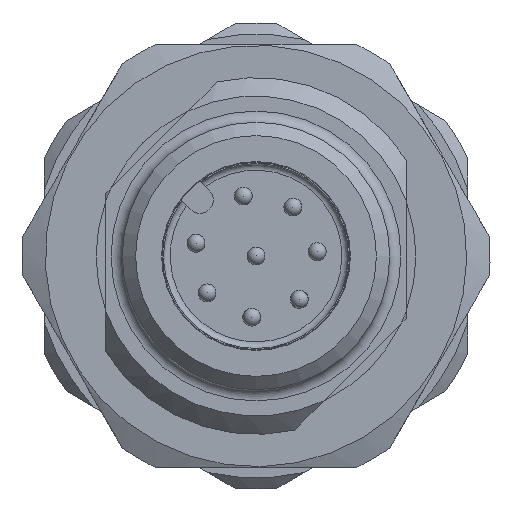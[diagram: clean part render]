
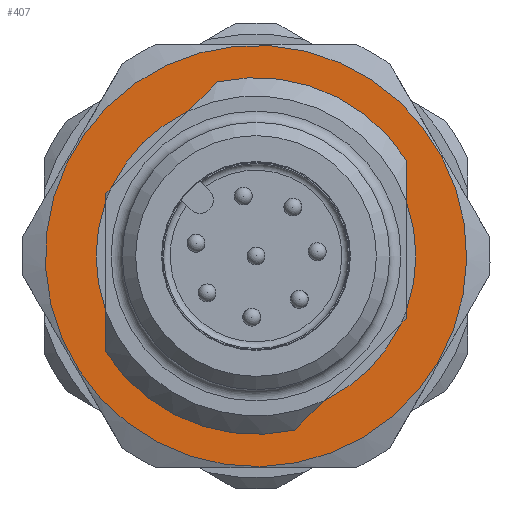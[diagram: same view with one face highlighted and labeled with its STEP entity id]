
A CAD part, front view. The second image highlights one B-rep face of the part: STEP entity #407.
In plain terms, the highlighted planar face has unit normal (0, -1, 0).
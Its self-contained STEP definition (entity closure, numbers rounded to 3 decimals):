
#75=FACE_BOUND('',#765,.T.);
#76=FACE_BOUND('',#766,.T.);
#329=PLANE('',#2864);
#407=ADVANCED_FACE('',(#75,#76),#329,.T.);
#765=EDGE_LOOP('',(#1385));
#766=EDGE_LOOP('',(#1386,#1387,#1388,#1389,#1390,#1391,#1392,#1393,#1394,
#1395,#1396,#1397,#1398,#1399));
#1034=LINE('',#4138,#1160);
#1036=LINE('',#4141,#1162);
#1042=LINE('',#4157,#1168);
#1043=LINE('',#4158,#1169);
#1049=LINE('',#4174,#1175);
#1051=LINE('',#4177,#1177);
#1056=LINE('',#4191,#1182);
#1057=LINE('',#4192,#1183);
#1160=VECTOR('',#3266,1.);
#1162=VECTOR('',#3268,1.);
#1168=VECTOR('',#3276,1.);
#1169=VECTOR('',#3277,1.);
#1175=VECTOR('',#3285,1.);
#1177=VECTOR('',#3287,1.);
#1182=VECTOR('',#3294,1.);
#1183=VECTOR('',#3295,1.);
#1385=ORIENTED_EDGE('',*,*,#2349,.F.);
#1386=ORIENTED_EDGE('',*,*,#2350,.F.);
#1387=ORIENTED_EDGE('',*,*,#2322,.T.);
#1388=ORIENTED_EDGE('',*,*,#2329,.T.);
#1389=ORIENTED_EDGE('',*,*,#2351,.F.);
#1390=ORIENTED_EDGE('',*,*,#2330,.T.);
#1391=ORIENTED_EDGE('',*,*,#2287,.F.);
#1392=ORIENTED_EDGE('',*,*,#2345,.F.);
#1393=ORIENTED_EDGE('',*,*,#2352,.F.);
#1394=ORIENTED_EDGE('',*,*,#2346,.F.);
#1395=ORIENTED_EDGE('',*,*,#2337,.F.);
#1396=ORIENTED_EDGE('',*,*,#2353,.F.);
#1397=ORIENTED_EDGE('',*,*,#2339,.F.);
#1398=ORIENTED_EDGE('',*,*,#2309,.F.);
#1399=ORIENTED_EDGE('',*,*,#2320,.T.);
#2012=VERTEX_POINT('',#4038);
#2014=VERTEX_POINT('',#4041);
#2029=VERTEX_POINT('',#4107);
#2030=VERTEX_POINT('',#4109);
#2038=VERTEX_POINT('',#4137);
#2039=VERTEX_POINT('',#4140);
#2040=VERTEX_POINT('',#4142);
#2044=VERTEX_POINT('',#4156);
#2045=VERTEX_POINT('',#4159);
#2049=VERTEX_POINT('',#4173);
#2050=VERTEX_POINT('',#4175);
#2051=VERTEX_POINT('',#4178);
#2054=VERTEX_POINT('',#4190);
#2055=VERTEX_POINT('',#4193);
#2057=VERTEX_POINT('',#4199);
#2287=EDGE_CURVE('',#2012,#2014,#2643,.T.);
#2309=EDGE_CURVE('',#2029,#2030,#2651,.T.);
#2320=EDGE_CURVE('',#2029,#2038,#1034,.T.);
#2322=EDGE_CURVE('',#2040,#2039,#1036,.T.);
#2329=EDGE_CURVE('',#2039,#2044,#1042,.T.);
#2330=EDGE_CURVE('',#2045,#2014,#1043,.T.);
#2337=EDGE_CURVE('',#2049,#2050,#1049,.T.);
#2339=EDGE_CURVE('',#2030,#2051,#1051,.T.);
#2345=EDGE_CURVE('',#2054,#2012,#1056,.T.);
#2346=EDGE_CURVE('',#2050,#2055,#1057,.T.);
#2349=EDGE_CURVE('',#2057,#2057,#2658,.T.);
#2350=EDGE_CURVE('',#2040,#2038,#2659,.T.);
#2351=EDGE_CURVE('',#2045,#2044,#2660,.T.);
#2352=EDGE_CURVE('',#2055,#2054,#2661,.T.);
#2353=EDGE_CURVE('',#2051,#2049,#2662,.T.);
#2643=CIRCLE('',#2827,8.);
#2651=CIRCLE('',#2841,8.);
#2658=CIRCLE('',#2859,9.45);
#2659=CIRCLE('',#2860,7.172);
#2660=CIRCLE('',#2861,7.172);
#2661=CIRCLE('',#2862,7.172);
#2662=CIRCLE('',#2863,7.172);
#2827=AXIS2_PLACEMENT_3D('',#4040,#3201,#3202);
#2841=AXIS2_PLACEMENT_3D('',#4108,#3235,#3236);
#2859=AXIS2_PLACEMENT_3D('',#4198,#3300,#3301);
#2860=AXIS2_PLACEMENT_3D('',#4200,#3302,#3303);
#2861=AXIS2_PLACEMENT_3D('',#4201,#3304,#3305);
#2862=AXIS2_PLACEMENT_3D('',#4202,#3306,#3307);
#2863=AXIS2_PLACEMENT_3D('',#4203,#3308,#3309);
#2864=AXIS2_PLACEMENT_3D('',#4204,#3310,#3311);
#3201=DIRECTION('',(0.,-1.,0.));
#3202=DIRECTION('',(0.,0.,1.));
#3235=DIRECTION('',(0.,-1.,0.));
#3236=DIRECTION('',(0.,0.,1.));
#3266=DIRECTION('',(0.,0.,-1.));
#3268=DIRECTION('',(0.,0.,-1.));
#3276=DIRECTION('',(-0.707,0.,-0.707));
#3277=DIRECTION('',(-0.707,0.,-0.707));
#3285=DIRECTION('',(-0.707,0.,-0.707));
#3287=DIRECTION('',(-0.707,0.,-0.707));
#3294=DIRECTION('',(0.,0.,-1.));
#3295=DIRECTION('',(0.,0.,-1.));
#3300=DIRECTION('',(0.,1.,0.));
#3301=DIRECTION('',(0.866,0.,-0.5));
#3302=DIRECTION('',(0.,-1.,0.));
#3303=DIRECTION('',(-0.866,0.,0.5));
#3304=DIRECTION('',(0.,-1.,0.));
#3305=DIRECTION('',(-0.866,0.,0.5));
#3306=DIRECTION('',(0.,-1.,0.));
#3307=DIRECTION('',(-0.866,0.,0.5));
#3308=DIRECTION('',(0.,-1.,0.));
#3309=DIRECTION('',(-0.866,0.,0.5));
#3310=DIRECTION('',(0.,-1.,0.));
#3311=DIRECTION('',(0.866,0.,-0.5));
#4038=CARTESIAN_POINT('',(12.5,-6.25,-4.294));
#4040=CARTESIAN_POINT('',(19.25,-6.25,0.));
#4041=CARTESIAN_POINT('',(20.987,-6.25,-7.809));
#4107=CARTESIAN_POINT('',(26.,-6.25,4.294));
#4108=CARTESIAN_POINT('',(19.25,-6.25,0.));
#4109=CARTESIAN_POINT('',(17.513,-6.25,7.809));
#4137=CARTESIAN_POINT('',(26.,-6.25,2.424));
#4138=CARTESIAN_POINT('',(26.,-6.25,5.744));
#4140=CARTESIAN_POINT('',(26.,-6.25,-2.796));
#4141=CARTESIAN_POINT('',(26.,-6.25,5.744));
#4142=CARTESIAN_POINT('',(26.,-6.25,-2.424));
#4156=CARTESIAN_POINT('',(25.737,-6.25,-3.059));
#4157=CARTESIAN_POINT('',(26.,-6.25,-2.796));
#4158=CARTESIAN_POINT('',(26.,-6.25,-2.796));
#4159=CARTESIAN_POINT('',(22.309,-6.25,-6.487));
#4173=CARTESIAN_POINT('',(12.763,-6.25,3.059));
#4174=CARTESIAN_POINT('',(18.539,-6.25,8.835));
#4175=CARTESIAN_POINT('',(12.5,-6.25,2.796));
#4177=CARTESIAN_POINT('',(18.539,-6.25,8.835));
#4178=CARTESIAN_POINT('',(16.191,-6.25,6.487));
#4190=CARTESIAN_POINT('',(12.5,-6.25,-2.424));
#4191=CARTESIAN_POINT('',(12.5,-6.25,2.796));
#4192=CARTESIAN_POINT('',(12.5,-6.25,2.796));
#4193=CARTESIAN_POINT('',(12.5,-6.25,2.424));
#4198=CARTESIAN_POINT('',(19.25,-6.25,0.));
#4199=CARTESIAN_POINT('',(27.434,-6.25,-4.725));
#4200=CARTESIAN_POINT('',(19.25,-6.25,0.));
#4201=CARTESIAN_POINT('',(19.25,-6.25,0.));
#4202=CARTESIAN_POINT('',(19.25,-6.25,0.));
#4203=CARTESIAN_POINT('',(19.25,-6.25,0.));
#4204=CARTESIAN_POINT('',(19.25,-6.25,0.));
